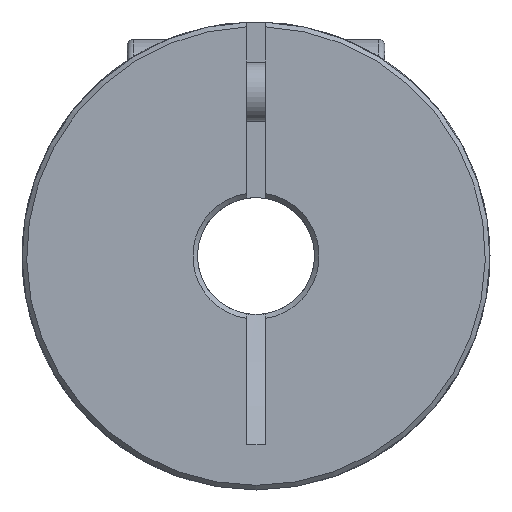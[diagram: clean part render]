
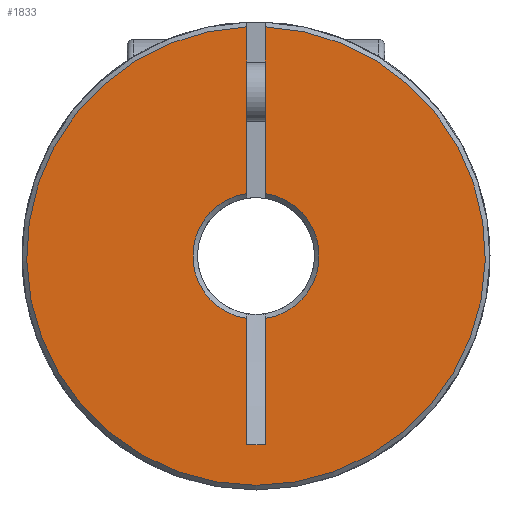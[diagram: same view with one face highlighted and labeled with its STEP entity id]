
A CAD part, left-side view. The second image highlights one B-rep face of the part: STEP entity #1833.
In plain terms, the highlighted planar face has unit normal (-1, 0, 0).
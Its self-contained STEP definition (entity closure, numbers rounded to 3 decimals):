
#122=LINE('',#2979,#200);
#123=LINE('',#2987,#201);
#126=LINE('',#3003,#204);
#129=LINE('',#3014,#207);
#131=LINE('',#3030,#209);
#200=VECTOR('',#2297,1000.);
#201=VECTOR('',#2300,1000.);
#204=VECTOR('',#2309,1000.);
#207=VECTOR('',#2314,1000.);
#209=VECTOR('',#2320,1000.);
#345=ORIENTED_EDGE('',*,*,#787,.T.);
#346=ORIENTED_EDGE('',*,*,#758,.F.);
#347=ORIENTED_EDGE('',*,*,#763,.F.);
#348=ORIENTED_EDGE('',*,*,#748,.T.);
#349=ORIENTED_EDGE('',*,*,#788,.T.);
#350=ORIENTED_EDGE('',*,*,#746,.T.);
#351=ORIENTED_EDGE('',*,*,#789,.F.);
#352=ORIENTED_EDGE('',*,*,#754,.F.);
#746=EDGE_CURVE('',#966,#970,#122,.T.);
#748=EDGE_CURVE('',#973,#971,#123,.T.);
#754=EDGE_CURVE('',#978,#979,#126,.T.);
#758=EDGE_CURVE('',#982,#983,#129,.T.);
#763=EDGE_CURVE('',#973,#982,#131,.T.);
#787=EDGE_CURVE('',#978,#983,#1139,.T.);
#788=EDGE_CURVE('',#971,#966,#1140,.T.);
#789=EDGE_CURVE('',#979,#970,#1141,.T.);
#966=VERTEX_POINT('',#2967);
#970=VERTEX_POINT('',#2978);
#971=VERTEX_POINT('',#2985);
#973=VERTEX_POINT('',#2988);
#978=VERTEX_POINT('',#3002);
#979=VERTEX_POINT('',#3004);
#982=VERTEX_POINT('',#3015);
#983=VERTEX_POINT('',#3016);
#1139=CIRCLE('',#2012,2.7);
#1140=CIRCLE('',#2013,2.7);
#1141=CIRCLE('',#2014,9.8);
#1274=EDGE_LOOP('',(#345,#346,#347,#348,#349,#350,#351,#352));
#1518=FACE_BOUND('',#1274,.T.);
#1747=PLANE('',#2011);
#1833=ADVANCED_FACE('',(#1518),#1747,.F.);
#2011=AXIS2_PLACEMENT_3D('',#3151,#2359,#2360);
#2012=AXIS2_PLACEMENT_3D('',#3152,#2361,#2362);
#2013=AXIS2_PLACEMENT_3D('',#3153,#2363,#2364);
#2014=AXIS2_PLACEMENT_3D('',#3154,#2365,#2366);
#2297=DIRECTION('',(0.,0.,1.));
#2300=DIRECTION('',(0.,0.,1.));
#2309=DIRECTION('',(0.,0.,1.));
#2314=DIRECTION('',(0.,0.,1.));
#2320=DIRECTION('',(0.,-1.,0.));
#2359=DIRECTION('',(1.,0.,0.));
#2360=DIRECTION('',(0.,0.,-1.));
#2361=DIRECTION('',(1.,0.,0.));
#2362=DIRECTION('',(0.,0.,-1.));
#2363=DIRECTION('',(1.,0.,0.));
#2364=DIRECTION('',(0.,0.,-1.));
#2365=DIRECTION('',(1.,0.,0.));
#2366=DIRECTION('',(0.,0.,-1.));
#2967=CARTESIAN_POINT('',(0.,0.4,2.67));
#2978=CARTESIAN_POINT('',(0.,0.4,9.792));
#2979=CARTESIAN_POINT('',(0.,0.4,-8.073));
#2985=CARTESIAN_POINT('',(0.,0.4,-2.67));
#2987=CARTESIAN_POINT('',(0.,0.4,-8.073));
#2988=CARTESIAN_POINT('',(0.,0.4,-8.073));
#3002=CARTESIAN_POINT('',(0.,-0.4,2.67));
#3003=CARTESIAN_POINT('',(0.,-0.4,-8.073));
#3004=CARTESIAN_POINT('',(0.,-0.4,9.792));
#3014=CARTESIAN_POINT('',(0.,-0.4,-8.073));
#3015=CARTESIAN_POINT('',(0.,-0.4,-8.073));
#3016=CARTESIAN_POINT('',(0.,-0.4,-2.67));
#3030=CARTESIAN_POINT('',(0.,0.4,-8.073));
#3151=CARTESIAN_POINT('',(0.,0.,0.));
#3152=CARTESIAN_POINT('',(0.,0.,0.));
#3153=CARTESIAN_POINT('',(0.,0.,0.));
#3154=CARTESIAN_POINT('',(0.,0.,0.));
